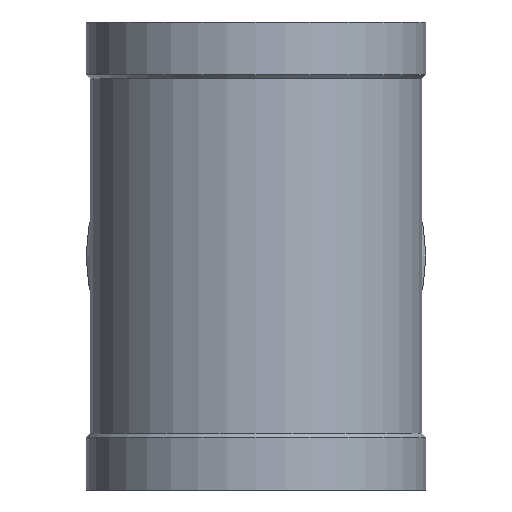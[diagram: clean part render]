
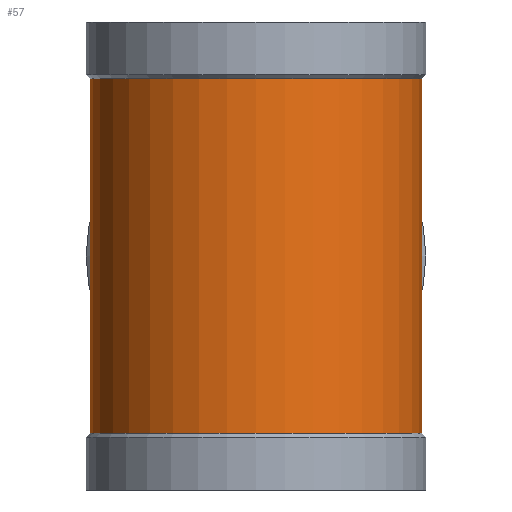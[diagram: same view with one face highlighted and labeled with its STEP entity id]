
A CAD part, left-side view. The second image highlights one B-rep face of the part: STEP entity #57.
In plain terms, the highlighted cylindrical face has radius 157.5 mm (diameter 315 mm), a full revolution.
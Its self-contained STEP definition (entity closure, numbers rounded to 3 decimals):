
#57 = ADVANCED_FACE( '', ( #126, #127, #128 ), #129, .T. );
#126 = FACE_OUTER_BOUND( '', #211, .T. );
#127 = FACE_BOUND( '', #212, .T. );
#128 = FACE_OUTER_BOUND( '', #213, .T. );
#129 = CYLINDRICAL_SURFACE( '', #214, 157.5 );
#211 = EDGE_LOOP( '', ( #305 ) );
#212 = EDGE_LOOP( '', ( #306, #307 ) );
#213 = EDGE_LOOP( '', ( #308 ) );
#214 = AXIS2_PLACEMENT_3D( '', #309, #310, #311 );
#305 = ORIENTED_EDGE( '', *, *, #403, .T. );
#306 = ORIENTED_EDGE( '', *, *, #400, .F. );
#307 = ORIENTED_EDGE( '', *, *, #401, .F. );
#308 = ORIENTED_EDGE( '', *, *, #394, .F. );
#309 = CARTESIAN_POINT( '', ( 0., 0., -222.5 ) );
#310 = DIRECTION( '', ( 0., 0., 1. ) );
#311 = DIRECTION( '', ( -1., 0., 0. ) );
#394 = EDGE_CURVE( '', #443, #443, #444, .T. );
#400 = EDGE_CURVE( '', #453, #454, #455, .T. );
#401 = EDGE_CURVE( '', #454, #453, #456, .F. );
#403 = EDGE_CURVE( '', #458, #458, #459, .T. );
#443 = VERTEX_POINT( '', #506 );
#444 = CIRCLE( '', #507, 157.5 );
#453 = VERTEX_POINT( '', #516 );
#454 = VERTEX_POINT( '', #517 );
#455 = ELLIPSE( '', #518, 222.739, 157.5 );
#456 = ELLIPSE( '', #519, 222.739, 157.5 );
#458 = VERTEX_POINT( '', #521 );
#459 = CIRCLE( '', #522, 157.5 );
#506 = CARTESIAN_POINT( '', ( -157.5, 0., -168.5 ) );
#507 = AXIS2_PLACEMENT_3D( '', #572, #573, #574 );
#516 = CARTESIAN_POINT( '', ( 0., 157.5, 0. ) );
#517 = CARTESIAN_POINT( '', ( 0., -157.5, 0. ) );
#518 = AXIS2_PLACEMENT_3D( '', #584, #585, #586 );
#519 = AXIS2_PLACEMENT_3D( '', #587, #588, #589 );
#521 = CARTESIAN_POINT( '', ( -157.5, 0., 168.5 ) );
#522 = AXIS2_PLACEMENT_3D( '', #590, #591, #592 );
#572 = CARTESIAN_POINT( '', ( 0., 0., -168.5 ) );
#573 = DIRECTION( '', ( 0., 0., -1. ) );
#574 = DIRECTION( '', ( -1., 0., 0. ) );
#584 = CARTESIAN_POINT( '', ( 0., 0., 0. ) );
#585 = DIRECTION( '', ( 0.707, 0., -0.707 ) );
#586 = DIRECTION( '', ( -0.707, 0., -0.707 ) );
#587 = CARTESIAN_POINT( '', ( 0., 0., 0. ) );
#588 = DIRECTION( '', ( -0.707, 0., -0.707 ) );
#589 = DIRECTION( '', ( 0.707, 0., -0.707 ) );
#590 = CARTESIAN_POINT( '', ( 0., 0., 168.5 ) );
#591 = DIRECTION( '', ( 0., 0., -1. ) );
#592 = DIRECTION( '', ( -1., 0., 0. ) );
